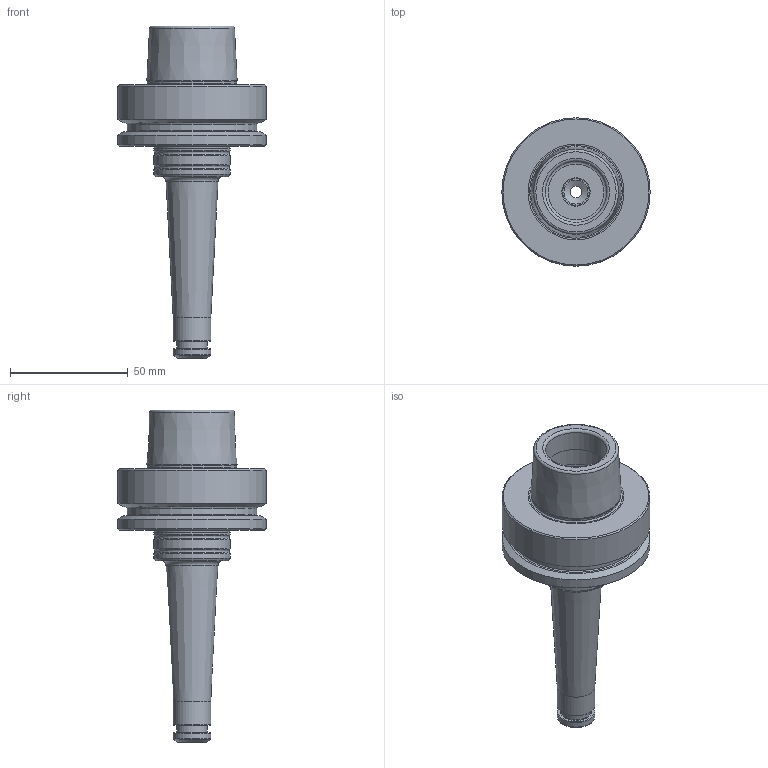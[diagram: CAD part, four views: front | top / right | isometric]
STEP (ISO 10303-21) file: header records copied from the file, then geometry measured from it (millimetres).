
FILE_DESCRIPTION(/* description */ (''),/* implementation_level */ '2;1');
FILE_NAME(/* name */ '456371065.stp',/* time_stamp */ '2021-01-08T12:25:09',/* author */ ('LRA'),/* organization */ ('REGO-FIX'),/* preprocessor_version */ ' Unknown',/* originating_system */ 'SIEMENS PLM Software Solid Edge ST10',/* authorization */ 'Unknown');
FILE_SCHEMA (('AUTOMOTIVE_DESIGN { 1 0 10303 214 2 1 1}'));
Length unit declared in the file: millimetre
Products named in the file (1): NOCUT
Bounding box: 63 x 63 x 141 mm (x, y, z)
Volume: 107337.6 mm3; surface area: 26577.5 mm2
Topology: 1 solids, 1 shells, 69 faces, 136 edges, 79 vertices
Faces by surface type: cone 23, torus 17, cylinder 17, plane 12
Full cylindrical faces by diameter (mm): 5 x1, 8.5 x1, 10 x1, 12 x1, 13 x1, 16 x2, 26 x2, 32 x1, 32.5 x3, 38.009 x1, 55 x1, 63 x2
Entity records: 1909 total; most frequent: DIRECTION 284, CARTESIAN_POINT 211, AXIS2_PLACEMENT_3D 142, ORIENTED_EDGE 138, EDGE_LOOP 138, FACE_BOUND 138, EDGE_CURVE 69, VERTEX_POINT 69
